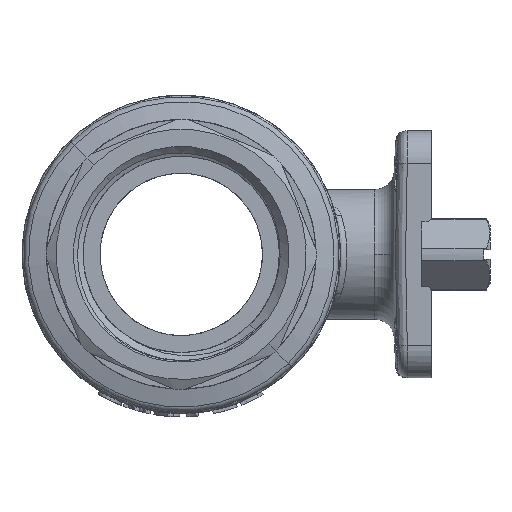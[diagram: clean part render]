
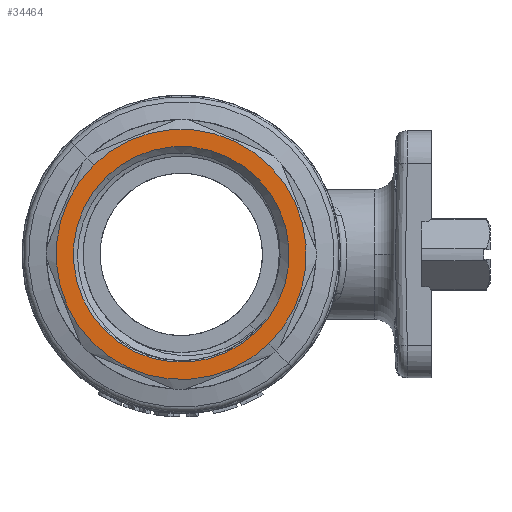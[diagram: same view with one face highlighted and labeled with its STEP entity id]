
A CAD part, front view. The second image highlights one B-rep face of the part: STEP entity #34464.
In plain terms, the highlighted planar face has unit normal (0, -1, 0).
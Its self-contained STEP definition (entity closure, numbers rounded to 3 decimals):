
#859 = DIRECTION ( 'NONE',  ( 0., 1., 0. ) ) ;
#1187 = EDGE_CURVE ( 'NONE', #40495, #41987, #26824, .T. ) ;
#3325 = ORIENTED_EDGE ( 'NONE', *, *, #1187, .F. ) ;
#3566 = ORIENTED_EDGE ( 'NONE', *, *, #38064, .F. ) ;
#4323 = CARTESIAN_POINT ( 'NONE',  ( -11.614, -42., 11.861 ) ) ;
#5077 = DIRECTION ( 'NONE',  ( 0.7, 0., -0.714 ) ) ;
#5919 = CIRCLE ( 'NONE', #28884, 19.25 ) ;
#6443 = EDGE_LOOP ( 'NONE', ( #3325, #43198 ) ) ;
#7520 = EDGE_CURVE ( 'NONE', #41987, #40495, #34748, .T. ) ;
#8512 = CARTESIAN_POINT ( 'NONE',  ( 13.468, -42., -13.754 ) ) ;
#9599 = CARTESIAN_POINT ( 'NONE',  ( 0., -42., 0. ) ) ;
#11537 = AXIS2_PLACEMENT_3D ( 'NONE', #9599, #20265, #35170 ) ;
#15392 = VERTEX_POINT ( 'NONE', #27108 ) ;
#15952 = FACE_OUTER_BOUND ( 'NONE', #23361, .T. ) ;
#19479 = VERTEX_POINT ( 'NONE', #8512 ) ;
#19506 = DIRECTION ( 'NONE',  ( 0.7, 0., -0.714 ) ) ;
#20265 = DIRECTION ( 'NONE',  ( 0., 1., 0. ) ) ;
#23361 = EDGE_LOOP ( 'NONE', ( #39976, #3566 ) ) ;
#26651 = PLANE ( 'NONE',  #29022 ) ;
#26824 = CIRCLE ( 'NONE', #30044, 16.6 ) ;
#27108 = CARTESIAN_POINT ( 'NONE',  ( -13.468, -42., 13.754 ) ) ;
#28532 = EDGE_CURVE ( 'NONE', #19479, #15392, #5919, .T. ) ;
#28884 = AXIS2_PLACEMENT_3D ( 'NONE', #44806, #859, #19506 ) ;
#29022 = AXIS2_PLACEMENT_3D ( 'NONE', #41670, #45161, #5077 ) ;
#29226 = DIRECTION ( 'NONE',  ( 0., -1., 0. ) ) ;
#30044 = AXIS2_PLACEMENT_3D ( 'NONE', #32412, #29226, #43441 ) ;
#32412 = CARTESIAN_POINT ( 'NONE',  ( 0., -42., 0. ) ) ;
#33916 = DIRECTION ( 'NONE',  ( 0., -1., 0. ) ) ;
#34142 = FACE_BOUND ( 'NONE', #6443, .T. ) ;
#34464 = ADVANCED_FACE ( 'NONE', ( #34142, #15952 ), #26651, .F. ) ;
#34748 = CIRCLE ( 'NONE', #34966, 16.6 ) ;
#34966 = AXIS2_PLACEMENT_3D ( 'NONE', #44921, #33916, #45076 ) ;
#35170 = DIRECTION ( 'NONE',  ( 0.7, 0., -0.714 ) ) ;
#36112 = CIRCLE ( 'NONE', #11537, 19.25 ) ;
#38064 = EDGE_CURVE ( 'NONE', #15392, #19479, #36112, .T. ) ;
#39976 = ORIENTED_EDGE ( 'NONE', *, *, #28532, .F. ) ;
#40495 = VERTEX_POINT ( 'NONE', #4323 ) ;
#41670 = CARTESIAN_POINT ( 'NONE',  ( 0., -42., 0. ) ) ;
#41987 = VERTEX_POINT ( 'NONE', #42381 ) ;
#42381 = CARTESIAN_POINT ( 'NONE',  ( 11.614, -42., -11.861 ) ) ;
#43198 = ORIENTED_EDGE ( 'NONE', *, *, #7520, .F. ) ;
#43441 = DIRECTION ( 'NONE',  ( -0.7, 0., 0.714 ) ) ;
#44806 = CARTESIAN_POINT ( 'NONE',  ( 0., -42., 0. ) ) ;
#44921 = CARTESIAN_POINT ( 'NONE',  ( 0., -42., 0. ) ) ;
#45076 = DIRECTION ( 'NONE',  ( -0.7, 0., 0.714 ) ) ;
#45161 = DIRECTION ( 'NONE',  ( 0., 1., 0. ) ) ;
